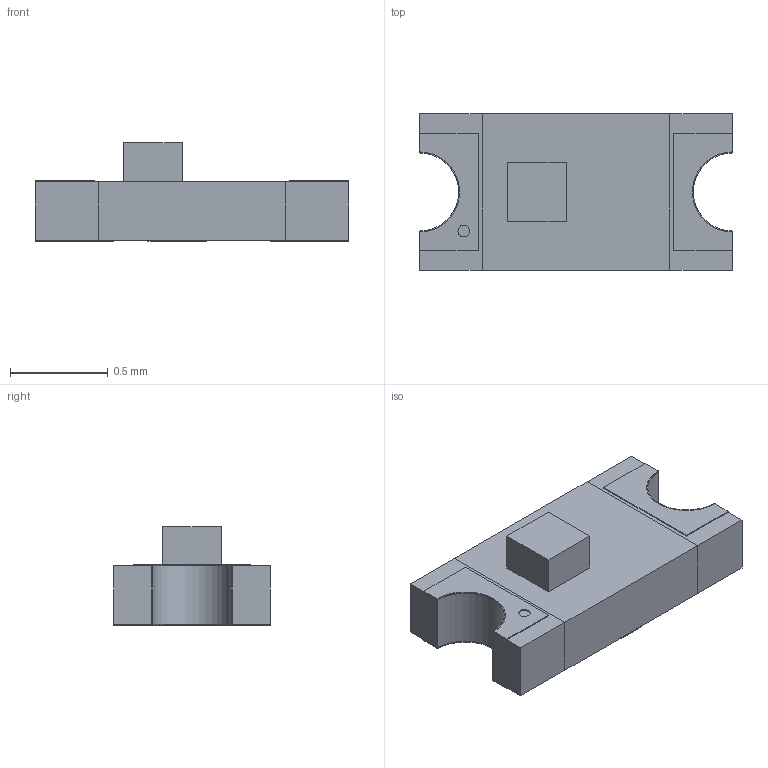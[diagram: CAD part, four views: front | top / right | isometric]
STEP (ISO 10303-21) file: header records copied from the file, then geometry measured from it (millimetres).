
FILE_DESCRIPTION((''),'2;1');
FILE_NAME('LED_OSRAM_LS Q976_Part1.stp','2014-11-12T16:03:45',(''),(''),'Mechanical Desktop 2011','Mechanical Desktop 2011',', , ');
FILE_SCHEMA(('AUTOMOTIVE_DESIGN { 1 2 10303 214 1 1 1 1 }'));
Length unit declared in the file: millimetre
Products named in the file (1): Product
Bounding box: 1.6 x 0.8 x 0.51 mm (x, y, z)
Volume: 0.4 mm3; surface area: 7.6 mm2
Topology: 11 solids, 11 shells, 84 faces, 186 edges, 124 vertices
Faces by surface type: bspline 42, plane 35, cylinder 7
Entity records: 2419 total; most frequent: CARTESIAN_POINT 591, ORIENTED_EDGE 372, DIRECTION 296, EDGE_CURVE 186, VECTOR 162, LINE 162, VERTEX_POINT 124, EDGE_LOOP 86
